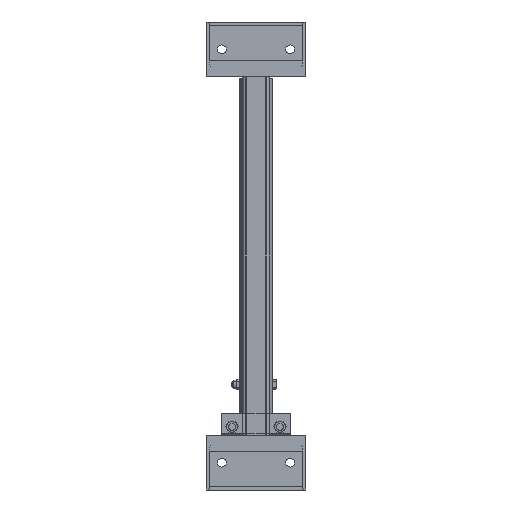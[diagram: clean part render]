
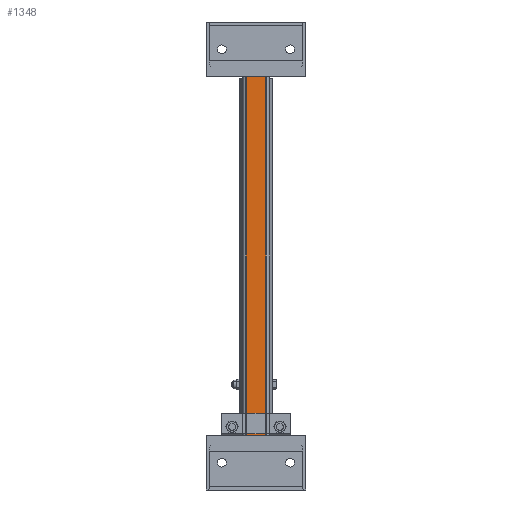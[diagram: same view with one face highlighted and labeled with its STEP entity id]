
A CAD part, left-side view. The second image highlights one B-rep face of the part: STEP entity #1348.
In plain terms, the highlighted face is planar.
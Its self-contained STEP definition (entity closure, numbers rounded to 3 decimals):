
#1348=ADVANCED_FACE('',(#2472),#2473,.T.);
#2472=FACE_OUTER_BOUND('',#3991,.T.);
#2473=PLANE('',#3992);
#3991=EDGE_LOOP('',(#8190,#8191,#8192,#8193));
#3992=AXIS2_PLACEMENT_3D('',#8194,#8195,#8196);
#8190=ORIENTED_EDGE('',*,*,#10125,.T.);
#8191=ORIENTED_EDGE('',*,*,#10458,.F.);
#8192=ORIENTED_EDGE('',*,*,#10467,.T.);
#8193=ORIENTED_EDGE('',*,*,#10468,.T.);
#8194=CARTESIAN_POINT('',(0.,20.,0.));
#8195=DIRECTION('',(0.,1.,0.));
#8196=DIRECTION('',(-1.,0.,0.));
#10125=EDGE_CURVE('',#11161,#11173,#11175,.T.);
#10458=EDGE_CURVE('',#11722,#11173,#11724,.T.);
#10467=EDGE_CURVE('',#11722,#11737,#11738,.T.);
#10468=EDGE_CURVE('',#11737,#11161,#11739,.T.);
#11161=VERTEX_POINT('',#12714);
#11173=VERTEX_POINT('',#12729);
#11175=LINE('',#12731,#12732);
#11722=VERTEX_POINT('',#14605);
#11724=LINE('',#14607,#14608);
#11737=VERTEX_POINT('',#14624);
#11738=LINE('',#14625,#14626);
#11739=LINE('',#14627,#14628);
#12714=CARTESIAN_POINT('',(-14.,20.,525.));
#12729=CARTESIAN_POINT('',(14.,20.,525.));
#12731=CARTESIAN_POINT('',(14.,20.,525.));
#12732=VECTOR('',#16675,1.);
#14605=CARTESIAN_POINT('',(14.,20.,0.));
#14607=CARTESIAN_POINT('',(14.,20.,0.));
#14608=VECTOR('',#16999,1.);
#14624=CARTESIAN_POINT('',(-14.,20.,0.));
#14625=CARTESIAN_POINT('',(14.,20.,0.));
#14626=VECTOR('',#17009,1.);
#14627=CARTESIAN_POINT('',(-14.,20.,0.));
#14628=VECTOR('',#17010,1.);
#16675=DIRECTION('',(1.,0.,0.));
#16999=DIRECTION('',(0.,0.,1.));
#17009=DIRECTION('',(-1.,0.,0.));
#17010=DIRECTION('',(0.,0.,1.));
